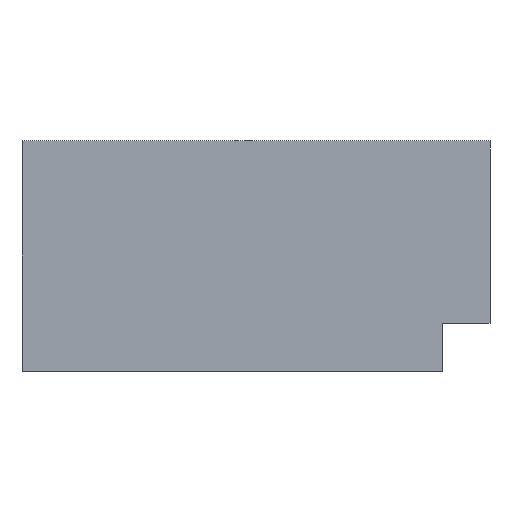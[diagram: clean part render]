
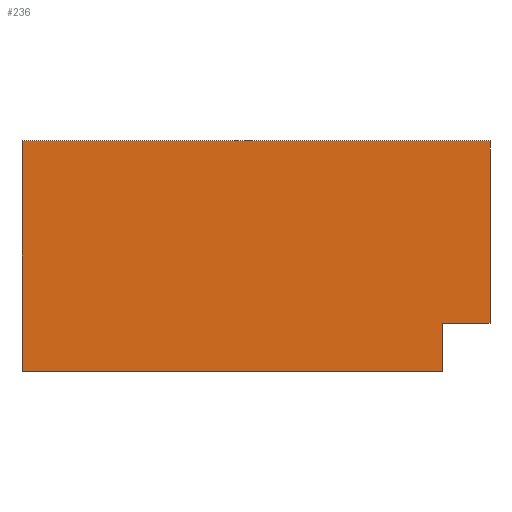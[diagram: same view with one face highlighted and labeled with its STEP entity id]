
A CAD part, front view. The second image highlights one B-rep face of the part: STEP entity #236.
In plain terms, the highlighted planar face has unit normal (0, -1, 0).
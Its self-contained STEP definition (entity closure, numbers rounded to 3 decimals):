
#5 = DIRECTION ( 'NONE',  ( 0., 0., -1. ) ) ;
#6 = VERTEX_POINT ( 'NONE', #420 ) ;
#11 = ORIENTED_EDGE ( 'NONE', *, *, #331, .F. ) ;
#18 = ORIENTED_EDGE ( 'NONE', *, *, #326, .F. ) ;
#19 = VECTOR ( 'NONE', #252, 1000. ) ;
#23 = CARTESIAN_POINT ( 'NONE',  ( 590., 0., -230. ) ) ;
#31 = EDGE_CURVE ( 'NONE', #41, #6, #218, .T. ) ;
#38 = EDGE_LOOP ( 'NONE', ( #211, #11, #275, #341, #18, #401 ) ) ;
#41 = VERTEX_POINT ( 'NONE', #381 ) ;
#56 = VERTEX_POINT ( 'NONE', #284 ) ;
#63 = LINE ( 'NONE', #397, #257 ) ;
#66 = VERTEX_POINT ( 'NONE', #82 ) ;
#71 = DIRECTION ( 'NONE',  ( -1., 0., 0. ) ) ;
#81 = CARTESIAN_POINT ( 'NONE',  ( 530., 0., -290. ) ) ;
#82 = CARTESIAN_POINT ( 'NONE',  ( 530., 0., -230. ) ) ;
#94 = DIRECTION ( 'NONE',  ( 0., 0., 1. ) ) ;
#104 = VERTEX_POINT ( 'NONE', #23 ) ;
#137 = AXIS2_PLACEMENT_3D ( 'NONE', #161, #392, #94 ) ;
#139 = LINE ( 'NONE', #172, #177 ) ;
#152 = LINE ( 'NONE', #81, #19 ) ;
#161 = CARTESIAN_POINT ( 'NONE',  ( 0., 0., 0. ) ) ;
#171 = EDGE_CURVE ( 'NONE', #243, #104, #63, .T. ) ;
#172 = CARTESIAN_POINT ( 'NONE',  ( 590., 0., -230. ) ) ;
#177 = VECTOR ( 'NONE', #71, 1000. ) ;
#185 = VECTOR ( 'NONE', #251, 1000. ) ;
#187 = EDGE_CURVE ( 'NONE', #56, #41, #368, .T. ) ;
#193 = EDGE_CURVE ( 'NONE', #104, #66, #139, .T. ) ;
#211 = ORIENTED_EDGE ( 'NONE', *, *, #31, .T. ) ;
#218 = LINE ( 'NONE', #291, #185 ) ;
#236 = ADVANCED_FACE ( 'NONE', ( #429 ), #362, .F. ) ;
#243 = VERTEX_POINT ( 'NONE', #325 ) ;
#247 = DIRECTION ( 'NONE',  ( 1., 0., 0. ) ) ;
#251 = DIRECTION ( 'NONE',  ( 1., 0., 0. ) ) ;
#252 = DIRECTION ( 'NONE',  ( 0., 0., -1. ) ) ;
#257 = VECTOR ( 'NONE', #402, 1000. ) ;
#275 = ORIENTED_EDGE ( 'NONE', *, *, #193, .F. ) ;
#278 = LINE ( 'NONE', #384, #393 ) ;
#284 = CARTESIAN_POINT ( 'NONE',  ( 0., 0., 0. ) ) ;
#291 = CARTESIAN_POINT ( 'NONE',  ( 0., 0., -290. ) ) ;
#325 = CARTESIAN_POINT ( 'NONE',  ( 590., 0., 0. ) ) ;
#326 = EDGE_CURVE ( 'NONE', #56, #243, #278, .T. ) ;
#331 = EDGE_CURVE ( 'NONE', #66, #6, #152, .T. ) ;
#337 = CARTESIAN_POINT ( 'NONE',  ( 0., 0., 0. ) ) ;
#341 = ORIENTED_EDGE ( 'NONE', *, *, #171, .F. ) ;
#362 = PLANE ( 'NONE',  #137 ) ;
#368 = LINE ( 'NONE', #337, #423 ) ;
#381 = CARTESIAN_POINT ( 'NONE',  ( 0., 0., -290. ) ) ;
#384 = CARTESIAN_POINT ( 'NONE',  ( 0., 0., 0. ) ) ;
#392 = DIRECTION ( 'NONE',  ( 0., 1., 0. ) ) ;
#393 = VECTOR ( 'NONE', #247, 1000. ) ;
#397 = CARTESIAN_POINT ( 'NONE',  ( 590., 0., 0. ) ) ;
#401 = ORIENTED_EDGE ( 'NONE', *, *, #187, .T. ) ;
#402 = DIRECTION ( 'NONE',  ( 0., 0., -1. ) ) ;
#420 = CARTESIAN_POINT ( 'NONE',  ( 530., 0., -290. ) ) ;
#423 = VECTOR ( 'NONE', #5, 1000. ) ;
#429 = FACE_OUTER_BOUND ( 'NONE', #38, .T. ) ;
